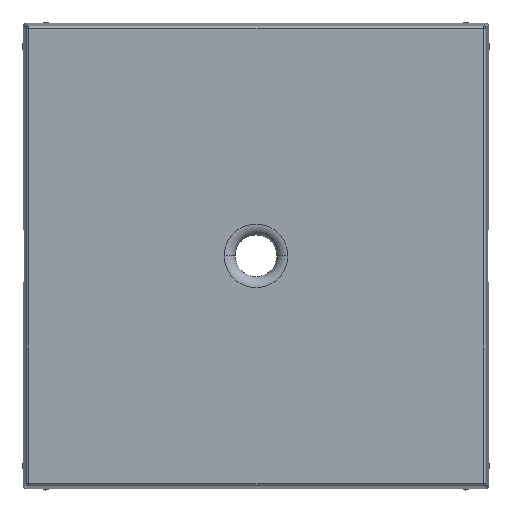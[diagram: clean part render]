
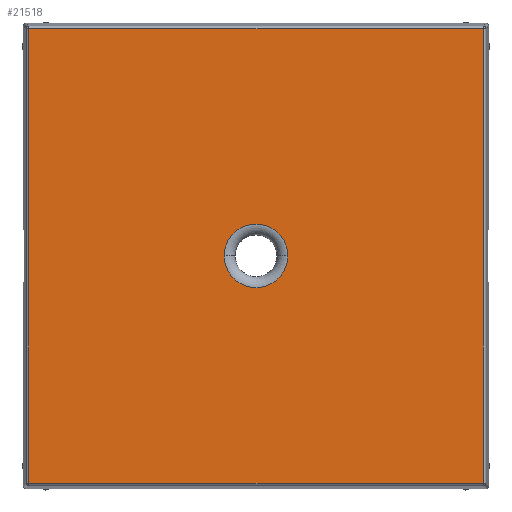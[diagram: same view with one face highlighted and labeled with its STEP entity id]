
A CAD part, top view. The second image highlights one B-rep face of the part: STEP entity #21518.
In plain terms, the highlighted face is planar.
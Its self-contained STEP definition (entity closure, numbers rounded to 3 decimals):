
#8182=DIRECTION('',(0.,0.,1.));
#8183=VECTOR('',#8182,54.301);
#8184=CARTESIAN_POINT('',(-27.15,16.3,-27.15));
#8185=LINE('2498',#8184,#8183);
#8186=DIRECTION('',(-1.,0.,0.));
#8187=VECTOR('',#8186,54.301);
#8188=CARTESIAN_POINT('',(27.15,16.3,-27.15));
#8189=LINE('2495',#8188,#8187);
#8190=DIRECTION('',(0.,0.,-1.));
#8191=VECTOR('',#8190,54.301);
#8192=CARTESIAN_POINT('',(27.15,16.3,27.15));
#8193=LINE('2504',#8192,#8191);
#8194=DIRECTION('',(1.,0.,0.));
#8195=VECTOR('',#8194,54.301);
#8196=CARTESIAN_POINT('',(-27.15,16.3,27.15));
#8197=LINE('2501',#8196,#8195);
#8198=CARTESIAN_POINT('',(0.,16.3,0.));
#8199=DIRECTION('',(0.,-1.,0.));
#8200=DIRECTION('',(-1.,0.,0.));
#8201=AXIS2_PLACEMENT_3D('',#8198,#8199,#8200);
#8203=CARTESIAN_POINT('',(0.,16.3,0.));
#8204=DIRECTION('',(0.,-1.,0.));
#8205=DIRECTION('',(1.,0.,0.));
#8206=AXIS2_PLACEMENT_3D('',#8203,#8204,#8205);
#9025=CARTESIAN_POINT('',(27.15,16.3,-27.15));
#9026=CARTESIAN_POINT('',(-27.15,16.3,-27.15));
#9027=VERTEX_POINT('',#9025);
#9028=VERTEX_POINT('',#9026);
#9035=CARTESIAN_POINT('',(-27.15,16.3,27.15));
#9036=VERTEX_POINT('',#9035);
#9041=CARTESIAN_POINT('',(27.15,16.3,27.15));
#9042=VERTEX_POINT('',#9041);
#9193=CARTESIAN_POINT('',(-3.8,16.3,0.));
#9194=CARTESIAN_POINT('',(3.8,16.3,0.));
#9195=VERTEX_POINT('',#9193);
#9196=VERTEX_POINT('',#9194);
#21499=CARTESIAN_POINT('',(0.,16.3,0.));
#21500=DIRECTION('',(0.,1.,0.));
#21501=DIRECTION('',(0.,0.,-1.));
#21502=AXIS2_PLACEMENT_3D('',#21499,#21500,#21501);
#21503=PLANE('2278',#21502);
#21505=ORIENTED_EDGE('2498',*,*,#21504,.F.);
#21507=ORIENTED_EDGE('2495',*,*,#21506,.F.);
#21509=ORIENTED_EDGE('2504',*,*,#21508,.F.);
#21511=ORIENTED_EDGE('2501',*,*,#21510,.F.);
#21512=EDGE_LOOP('2278',(#21505,#21507,#21509,#21511));
#21513=FACE_OUTER_BOUND('2278',#21512,.F.);
#21514=ORIENTED_EDGE('4037',*,*,#21491,.F.);
#21515=ORIENTED_EDGE('7926',*,*,#21481,.F.);
#21516=EDGE_LOOP('2278',(#21514,#21515));
#21517=FACE_BOUND('2278',#21516,.F.);
#8202=CIRCLE('4037',#8201,3.8);
#8207=CIRCLE('7926',#8206,3.8);
#21481=EDGE_CURVE('7926',#9196,#9195,#8207,.T.);
#21491=EDGE_CURVE('4037',#9195,#9196,#8202,.T.);
#21504=EDGE_CURVE('2498',#9028,#9036,#8185,.T.);
#21506=EDGE_CURVE('2495',#9027,#9028,#8189,.T.);
#21508=EDGE_CURVE('2504',#9042,#9027,#8193,.T.);
#21510=EDGE_CURVE('2501',#9036,#9042,#8197,.T.);
#21518=ADVANCED_FACE('2278',(#21513,#21517),#21503,.T.);
